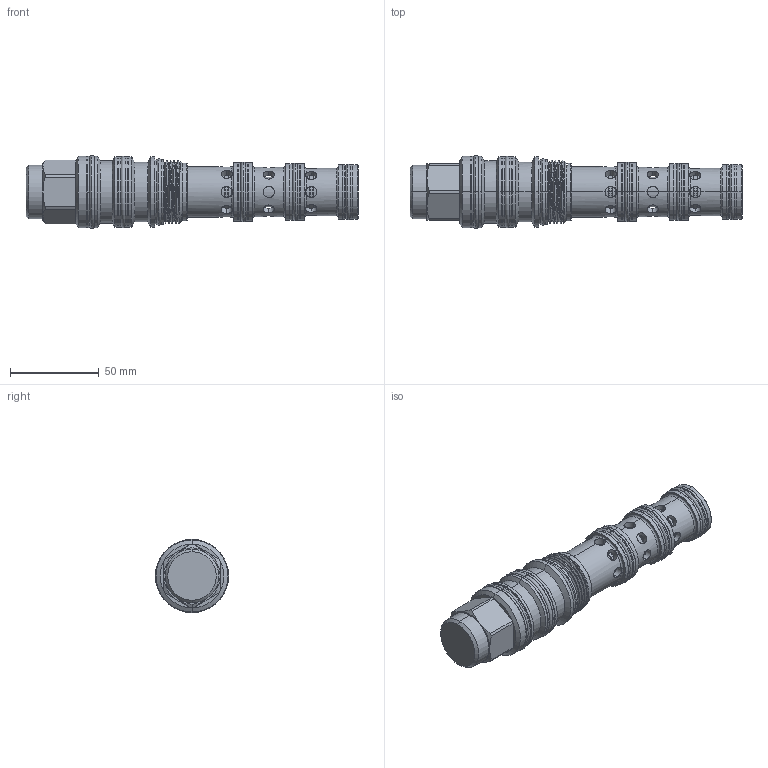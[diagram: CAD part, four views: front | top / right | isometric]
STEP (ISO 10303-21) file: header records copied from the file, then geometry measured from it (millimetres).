
FILE_DESCRIPTION (( 'STEP AP203' ), '1' );
FILE_NAME ('DC63A6E22N.STEP', '2022-06-17T03:07:07', ( '' ), ( '' ), 'SwSTEP 2.0', 'SolidWorks 2018', '' );
FILE_SCHEMA (( 'CONFIG_CONTROL_DESIGN' ));
Length unit declared in the file: millimetre
Products named in the file (1): DC63A6E22N
Bounding box: 186.65 x 41.18 x 41.18 mm (x, y, z)
Volume: 139031 mm3; surface area: 42580.9 mm2
Topology: 10 solids, 13 shells, 515 faces, 1377 edges, 798 vertices
Faces by surface type: cylinder 315, plane 86, torus 56, cone 39, bspline 19
Entity records: 21114 total; most frequent: CARTESIAN_POINT 8469, ORIENTED_EDGE 2750, DIRECTION 2628, EDGE_CURVE 1375, AXIS2_PLACEMENT_3D 1183, VERTEX_POINT 798, CIRCLE 686, EDGE_LOOP 589
